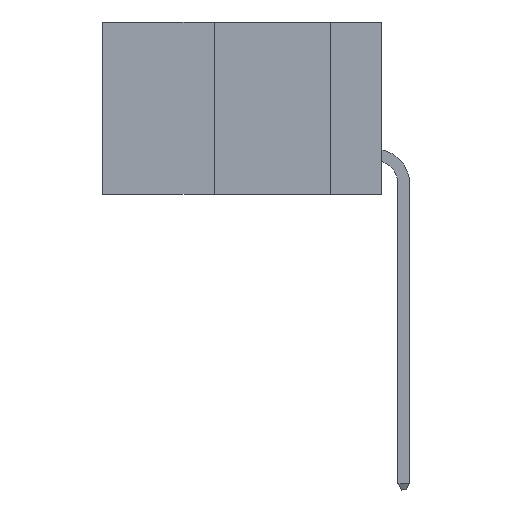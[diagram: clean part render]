
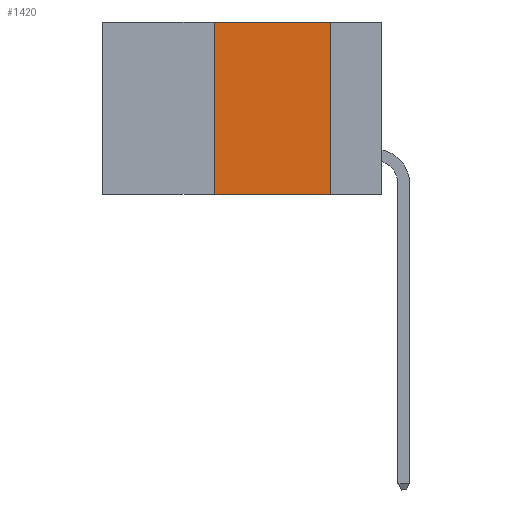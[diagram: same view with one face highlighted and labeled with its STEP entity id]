
A CAD part, left-side view. The second image highlights one B-rep face of the part: STEP entity #1420.
In plain terms, the highlighted planar face has unit normal (-1, 0, 0).
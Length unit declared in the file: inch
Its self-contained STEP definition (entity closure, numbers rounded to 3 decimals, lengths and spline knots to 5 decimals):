
#455 = CARTESIAN_POINT ( 'NONE',  ( 0., 0.6, -0.37 ) ) ;
#1281 = CARTESIAN_POINT ( 'NONE',  ( 0., 0.36, 0. ) ) ;
#1420 = ADVANCED_FACE ( 'NONE', ( #19889 ), #25243, .F. ) ;
#1466 = DIRECTION ( 'NONE',  ( 0., 0., -1. ) ) ;
#1809 = EDGE_LOOP ( 'NONE', ( #32922, #14467, #22780, #29510 ) ) ;
#2019 = VERTEX_POINT ( 'NONE', #34479 ) ;
#4655 = LINE ( 'NONE', #12528, #13255 ) ;
#8890 = LINE ( 'NONE', #24490, #24167 ) ;
#12528 = CARTESIAN_POINT ( 'NONE',  ( 0., 0.36, 0. ) ) ;
#12962 = VERTEX_POINT ( 'NONE', #1281 ) ;
#13255 = VECTOR ( 'NONE', #21185, 39.37008 ) ;
#14108 = DIRECTION ( 'NONE',  ( 0., 0., -1. ) ) ;
#14467 = ORIENTED_EDGE ( 'NONE', *, *, #15268, .F. ) ;
#15268 = EDGE_CURVE ( 'NONE', #12962, #21011, #26788, .T. ) ;
#15544 = VECTOR ( 'NONE', #20611, 39.37008 ) ;
#15654 = EDGE_CURVE ( 'NONE', #30535, #2019, #23140, .T. ) ;
#16597 = CARTESIAN_POINT ( 'NONE',  ( 0., 0.36, -0.37 ) ) ;
#16785 = EDGE_CURVE ( 'NONE', #30535, #12962, #4655, .T. ) ;
#19698 = CARTESIAN_POINT ( 'NONE',  ( 0., 0.11, 0. ) ) ;
#19889 = FACE_OUTER_BOUND ( 'NONE', #1809, .T. ) ;
#20611 = DIRECTION ( 'NONE',  ( 0., -1., 0. ) ) ;
#21011 = VERTEX_POINT ( 'NONE', #19698 ) ;
#21185 = DIRECTION ( 'NONE',  ( 0., 0., 1. ) ) ;
#22780 = ORIENTED_EDGE ( 'NONE', *, *, #16785, .F. ) ;
#23140 = LINE ( 'NONE', #455, #15544 ) ;
#24167 = VECTOR ( 'NONE', #1466, 39.37008 ) ;
#24490 = CARTESIAN_POINT ( 'NONE',  ( 0., 0.11, 0. ) ) ;
#25243 = PLANE ( 'NONE',  #26724 ) ;
#26724 = AXIS2_PLACEMENT_3D ( 'NONE', #31194, #28420, #14108 ) ;
#26788 = LINE ( 'NONE', #33654, #28230 ) ;
#27970 = DIRECTION ( 'NONE',  ( 0., -1., 0. ) ) ;
#28230 = VECTOR ( 'NONE', #27970, 39.37008 ) ;
#28420 = DIRECTION ( 'NONE',  ( 1., 0., 0. ) ) ;
#29510 = ORIENTED_EDGE ( 'NONE', *, *, #15654, .T. ) ;
#30535 = VERTEX_POINT ( 'NONE', #16597 ) ;
#31194 = CARTESIAN_POINT ( 'NONE',  ( 0., 0.6, 0. ) ) ;
#32922 = ORIENTED_EDGE ( 'NONE', *, *, #33327, .F. ) ;
#33327 = EDGE_CURVE ( 'NONE', #21011, #2019, #8890, .T. ) ;
#33654 = CARTESIAN_POINT ( 'NONE',  ( 0., 0.6, 0. ) ) ;
#34479 = CARTESIAN_POINT ( 'NONE',  ( 0., 0.11, -0.37 ) ) ;
